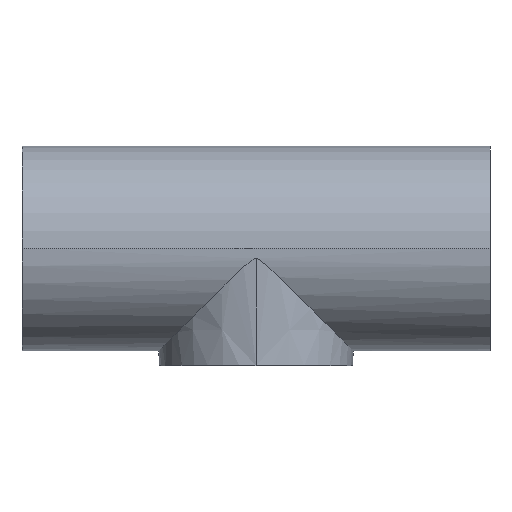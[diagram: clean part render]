
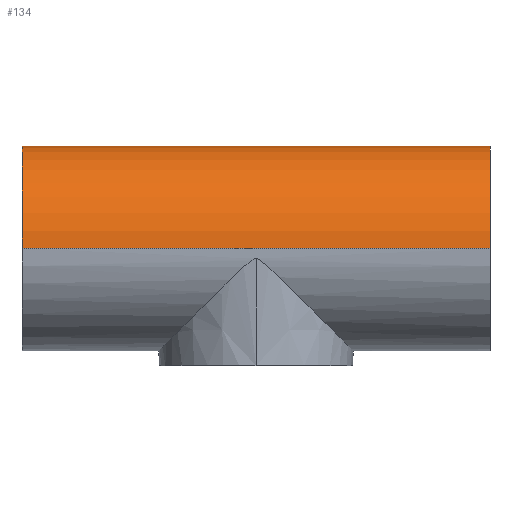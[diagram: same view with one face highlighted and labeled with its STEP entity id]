
A CAD part, top view. The second image highlights one B-rep face of the part: STEP entity #134.
In plain terms, the highlighted cylindrical face has radius 35 mm (diameter 70 mm), a partial arc.
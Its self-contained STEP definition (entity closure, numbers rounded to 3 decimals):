
#4 = CIRCLE ( 'NONE', #479, 35. ) ;
#12 = CARTESIAN_POINT ( 'NONE',  ( 80., 40., 35. ) ) ;
#39 = VERTEX_POINT ( 'NONE', #141 ) ;
#62 = LINE ( 'NONE', #123, #557 ) ;
#123 = CARTESIAN_POINT ( 'NONE',  ( -80., 40., -35. ) ) ;
#134 = ADVANCED_FACE ( 'NONE', ( #287 ), #700, .T. ) ;
#135 = CARTESIAN_POINT ( 'NONE',  ( -80., 40., 0. ) ) ;
#141 = CARTESIAN_POINT ( 'NONE',  ( 80., 40., -35. ) ) ;
#150 = CARTESIAN_POINT ( 'NONE',  ( 80., 40., 0. ) ) ;
#155 = DIRECTION ( 'NONE',  ( 1., 0., 0. ) ) ;
#160 = LINE ( 'NONE', #740, #567 ) ;
#169 = AXIS2_PLACEMENT_3D ( 'NONE', #135, #530, #412 ) ;
#226 = CARTESIAN_POINT ( 'NONE',  ( -80., 40., -35. ) ) ;
#227 = AXIS2_PLACEMENT_3D ( 'NONE', #439, #385, #312 ) ;
#265 = DIRECTION ( 'NONE',  ( 0., 0., -1. ) ) ;
#269 = EDGE_CURVE ( 'NONE', #362, #39, #62, .T. ) ;
#274 = DIRECTION ( 'NONE',  ( 1., 0., 0. ) ) ;
#287 = FACE_OUTER_BOUND ( 'NONE', #701, .T. ) ;
#312 = DIRECTION ( 'NONE',  ( 0., 0., -1. ) ) ;
#347 = DIRECTION ( 'NONE',  ( 1., 0., 0. ) ) ;
#349 = EDGE_CURVE ( 'NONE', #548, #707, #160, .T. ) ;
#362 = VERTEX_POINT ( 'NONE', #226 ) ;
#385 = DIRECTION ( 'NONE',  ( 1., 0., 0. ) ) ;
#410 = ORIENTED_EDGE ( 'NONE', *, *, #349, .T. ) ;
#412 = DIRECTION ( 'NONE',  ( 0., 0., -1. ) ) ;
#439 = CARTESIAN_POINT ( 'NONE',  ( -80., 40., 0. ) ) ;
#471 = ORIENTED_EDGE ( 'NONE', *, *, #269, .F. ) ;
#479 = AXIS2_PLACEMENT_3D ( 'NONE', #150, #274, #265 ) ;
#517 = CIRCLE ( 'NONE', #227, 35. ) ;
#525 = EDGE_CURVE ( 'NONE', #39, #707, #4, .T. ) ;
#530 = DIRECTION ( 'NONE',  ( 1., 0., 0. ) ) ;
#548 = VERTEX_POINT ( 'NONE', #733 ) ;
#557 = VECTOR ( 'NONE', #347, 1000. ) ;
#567 = VECTOR ( 'NONE', #155, 1000. ) ;
#568 = EDGE_CURVE ( 'NONE', #362, #548, #517, .T. ) ;
#644 = ORIENTED_EDGE ( 'NONE', *, *, #525, .F. ) ;
#690 = ORIENTED_EDGE ( 'NONE', *, *, #568, .T. ) ;
#700 = CYLINDRICAL_SURFACE ( 'NONE', #169, 35. ) ;
#701 = EDGE_LOOP ( 'NONE', ( #690, #410, #644, #471 ) ) ;
#707 = VERTEX_POINT ( 'NONE', #12 ) ;
#733 = CARTESIAN_POINT ( 'NONE',  ( -80., 40., 35. ) ) ;
#740 = CARTESIAN_POINT ( 'NONE',  ( -80., 40., 35. ) ) ;
